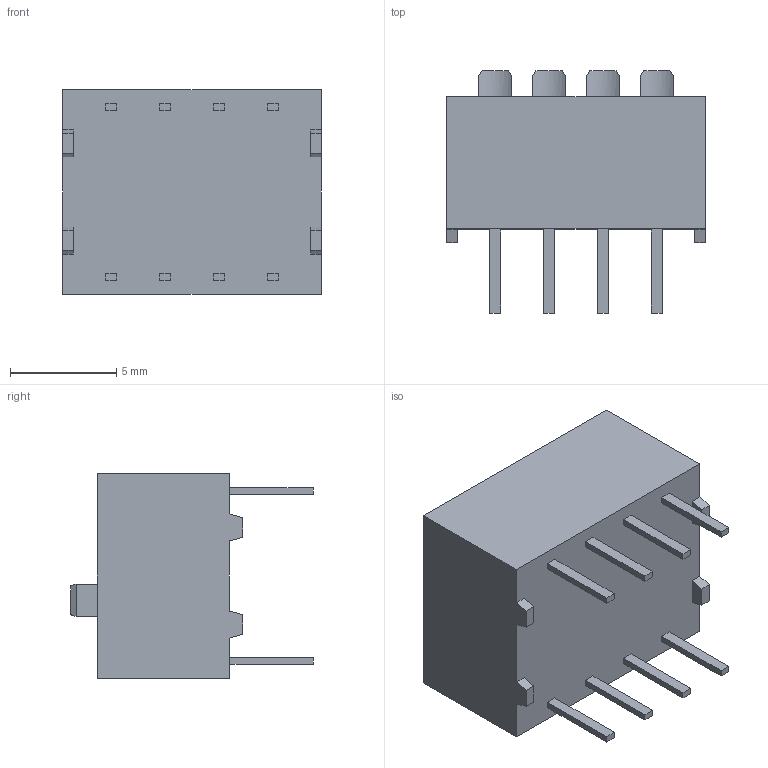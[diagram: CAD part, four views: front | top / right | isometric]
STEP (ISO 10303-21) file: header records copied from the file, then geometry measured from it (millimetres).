
FILE_DESCRIPTION((''),'2;1');
FILE_NAME('78B04','2015-04-02T',('gdreher'),(''),'PRO/ENGINEER BY PARAMETRIC TECHNOLOGY CORPORATION, 2011490','PRO/ENGINEER BY PARAMETRIC TECHNOLOGY CORPORATION, 2011490','');
FILE_SCHEMA(('CONFIG_CONTROL_DESIGN'));
Length unit declared in the file: inch
Products named in the file (1): 78B04
Bounding box: 12.19 x 11.43 x 9.65 mm (x, y, z)
Volume: 734.7 mm3; surface area: 644.9 mm2
Topology: 1 solids, 1 shells, 114 faces, 300 edges, 200 vertices
Faces by surface type: plane 106, cylinder 8
Entity records: 3548 total; most frequent: CARTESIAN_POINT 694, ORIENTED_EDGE 600, DIRECTION 528, EDGE_CURVE 300, VECTOR 268, LINE 268, VERTEX_POINT 200, AXIS2_PLACEMENT_3D 130
